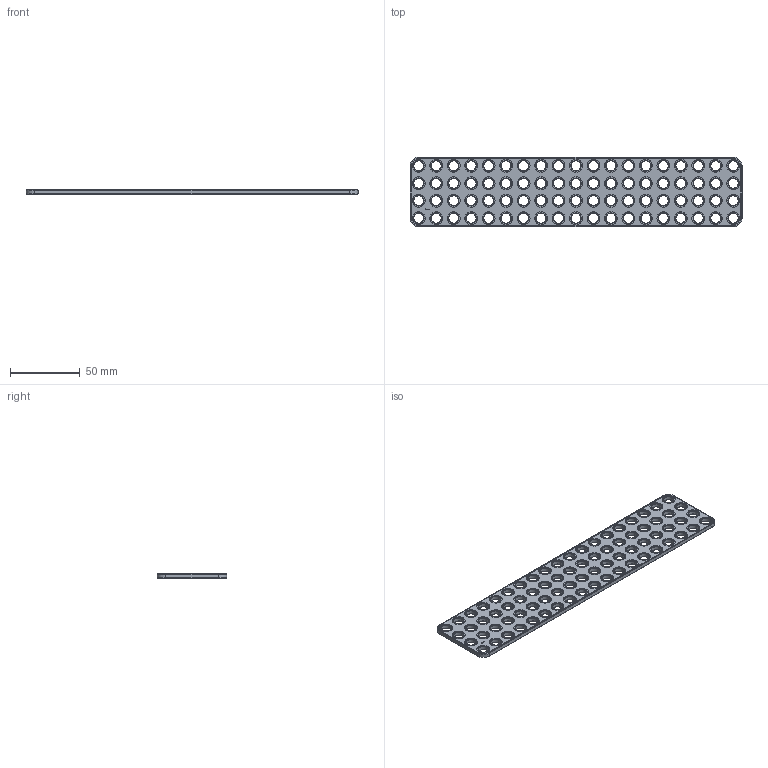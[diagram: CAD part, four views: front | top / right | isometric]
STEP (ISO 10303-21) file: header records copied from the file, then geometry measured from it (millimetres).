
FILE_DESCRIPTION(('FreeCAD Model'),'2;1');
FILE_NAME('Open CASCADE Shape Model','2024-10-09T00:12:14',(''),(''), 'Open CASCADE STEP processor 7.7','FreeCAD','Unknown');
FILE_SCHEMA(('AUTOMOTIVE_DESIGN { 1 0 10303 214 1 1 1 1 }'));
Length unit declared in the file: millimetre
Products named in the file (1): Plate RCT CRNR BU19x04x00.25 - SPN-PLT-0223 (stemfie.org)
Bounding box: 237.5 x 50 x 3.12 mm (x, y, z)
Volume: 26391.1 mm3; surface area: 24603.5 mm2
Topology: 1 solids, 1 shells, 881 faces, 2148 edges, 1376 vertices
Faces by surface type: plane 403, cylinder 160, cone 160, extrusion 158
Full cylindrical faces by diameter (mm): 7 x76, 9.2 x76
Entity records: 26514 total; most frequent: CARTESIAN_POINT 5688, ORIENTED_EDGE 4296, DIRECTION 3918, EDGE_CURVE 2148, VECTOR 1510, VERTEX_POINT 1376, LINE 1352, AXIS2_PLACEMENT_3D 1204
